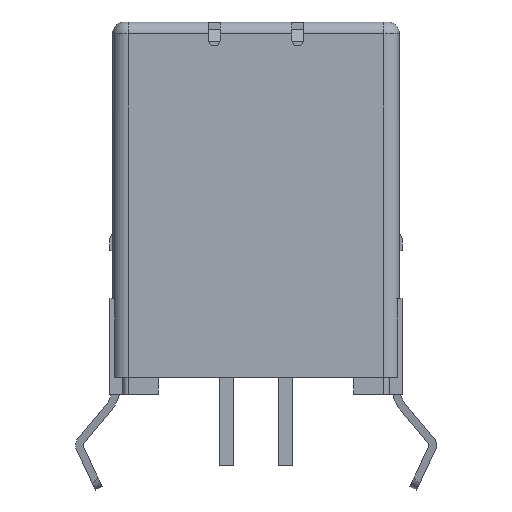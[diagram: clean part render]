
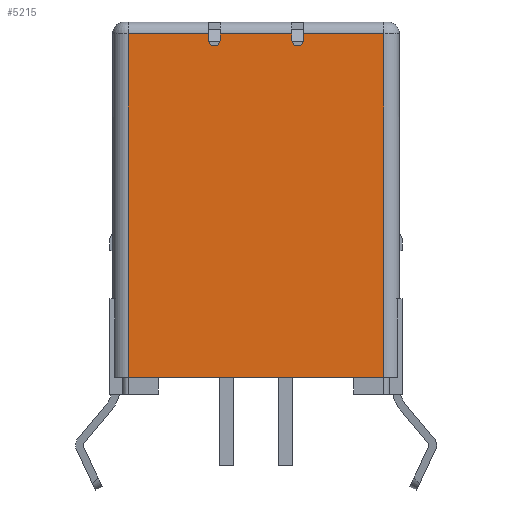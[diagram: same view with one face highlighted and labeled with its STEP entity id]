
A CAD part, front view. The second image highlights one B-rep face of the part: STEP entity #5215.
In plain terms, the highlighted planar face has unit normal (0, -1, 0).
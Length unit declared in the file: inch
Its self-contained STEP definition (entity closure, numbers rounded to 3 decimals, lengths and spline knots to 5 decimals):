
#84 = CARTESIAN_POINT ( 'NONE',  ( -0.05906, -0.22551, 0. ) ) ;
#172 = CIRCLE ( 'NONE', #2629, 0.00984 ) ;
#232 = VERTEX_POINT ( 'NONE', #12871 ) ;
#372 = LINE ( 'NONE', #9792, #13871 ) ;
#434 = CARTESIAN_POINT ( 'NONE',  ( 0.21122, -0.22551, -0.00717 ) ) ;
#491 = CIRCLE ( 'NONE', #2122, 0.00984 ) ;
#670 = VERTEX_POINT ( 'NONE', #6205 ) ;
#738 = DIRECTION ( 'NONE',  ( 0., -1., 0. ) ) ;
#1141 = CARTESIAN_POINT ( 'NONE',  ( -0.21122, -0.22551, -0.57441 ) ) ;
#1189 = DIRECTION ( 'NONE',  ( 0., 1., 0. ) ) ;
#1243 = ORIENTED_EDGE ( 'NONE', *, *, #7273, .T. ) ;
#1294 = DIRECTION ( 'NONE',  ( 0., 0., -1. ) ) ;
#1401 = EDGE_CURVE ( 'NONE', #6590, #11261, #2407, .T. ) ;
#1826 = DIRECTION ( 'NONE',  ( 0., 0., 1. ) ) ;
#1958 = DIRECTION ( 'NONE',  ( 0., 0., -1. ) ) ;
#1973 = DIRECTION ( 'NONE',  ( 0., 0., 1. ) ) ;
#2011 = EDGE_CURVE ( 'NONE', #7350, #232, #372, .T. ) ;
#2122 = AXIS2_PLACEMENT_3D ( 'NONE', #2486, #1189, #10368 ) ;
#2236 = ORIENTED_EDGE ( 'NONE', *, *, #14854, .T. ) ;
#2292 = VECTOR ( 'NONE', #9996, 39.37008 ) ;
#2325 = CARTESIAN_POINT ( 'NONE',  ( 0.07874, -0.22551, -0.00717 ) ) ;
#2407 = LINE ( 'NONE', #6511, #10097 ) ;
#2428 = DIRECTION ( 'NONE',  ( 0., 0., -1. ) ) ;
#2486 = CARTESIAN_POINT ( 'NONE',  ( -0.0689, -0.22551, -0.01701 ) ) ;
#2629 = AXIS2_PLACEMENT_3D ( 'NONE', #14283, #14547, #16838 ) ;
#2780 = LINE ( 'NONE', #15919, #14992 ) ;
#2931 = ORIENTED_EDGE ( 'NONE', *, *, #11042, .F. ) ;
#3170 = CARTESIAN_POINT ( 'NONE',  ( -0.0689, -0.22551, -0.01701 ) ) ;
#3248 = LINE ( 'NONE', #6139, #7482 ) ;
#4330 = VERTEX_POINT ( 'NONE', #6119 ) ;
#4415 = DIRECTION ( 'NONE',  ( 0., 1., 0. ) ) ;
#4565 = ORIENTED_EDGE ( 'NONE', *, *, #15345, .T. ) ;
#4936 = VERTEX_POINT ( 'NONE', #4952 ) ;
#4952 = CARTESIAN_POINT ( 'NONE',  ( 0.07874, -0.22551, -0.01701 ) ) ;
#5215 = ADVANCED_FACE ( 'NONE', ( #14926 ), #11120, .T. ) ;
#5217 = VERTEX_POINT ( 'NONE', #13808 ) ;
#5225 = VERTEX_POINT ( 'NONE', #14235 ) ;
#5297 = DIRECTION ( 'NONE',  ( -1., 0., 0. ) ) ;
#5705 = ORIENTED_EDGE ( 'NONE', *, *, #11396, .T. ) ;
#5773 = LINE ( 'NONE', #8432, #13032 ) ;
#6119 = CARTESIAN_POINT ( 'NONE',  ( -0.0689, -0.22551, -0.02685 ) ) ;
#6139 = CARTESIAN_POINT ( 'NONE',  ( -0.07874, -0.22551, 0. ) ) ;
#6205 = CARTESIAN_POINT ( 'NONE',  ( -0.07874, -0.22551, -0.00717 ) ) ;
#6235 = ORIENTED_EDGE ( 'NONE', *, *, #10363, .F. ) ;
#6239 = CARTESIAN_POINT ( 'NONE',  ( -0.05906, -0.22551, -0.00717 ) ) ;
#6279 = CIRCLE ( 'NONE', #11482, 0.00984 ) ;
#6511 = CARTESIAN_POINT ( 'NONE',  ( -0.23673, -0.22551, -0.00717 ) ) ;
#6590 = VERTEX_POINT ( 'NONE', #434 ) ;
#6682 = VERTEX_POINT ( 'NONE', #12568 ) ;
#6782 = ORIENTED_EDGE ( 'NONE', *, *, #16090, .T. ) ;
#6814 = VERTEX_POINT ( 'NONE', #15358 ) ;
#6970 = DIRECTION ( 'NONE',  ( 1., 0., 0. ) ) ;
#7273 = EDGE_CURVE ( 'NONE', #4936, #11782, #6279, .T. ) ;
#7350 = VERTEX_POINT ( 'NONE', #1141 ) ;
#7369 = ORIENTED_EDGE ( 'NONE', *, *, #11388, .T. ) ;
#7438 = EDGE_CURVE ( 'NONE', #670, #6682, #2780, .T. ) ;
#7482 = VECTOR ( 'NONE', #1973, 39.37008 ) ;
#7661 = CARTESIAN_POINT ( 'NONE',  ( 0.21122, -0.22551, 0.0142 ) ) ;
#7951 = CARTESIAN_POINT ( 'NONE',  ( 0.0689, -0.22551, -0.02685 ) ) ;
#8417 = DIRECTION ( 'NONE',  ( 0., 1., 0. ) ) ;
#8432 = CARTESIAN_POINT ( 'NONE',  ( 0.07874, -0.22551, 0. ) ) ;
#8682 = VECTOR ( 'NONE', #14506, 39.37008 ) ;
#8997 = ORIENTED_EDGE ( 'NONE', *, *, #9276, .T. ) ;
#9276 = EDGE_CURVE ( 'NONE', #14907, #670, #3248, .T. ) ;
#9336 = CARTESIAN_POINT ( 'NONE',  ( 0.05906, -0.22551, 0. ) ) ;
#9792 = CARTESIAN_POINT ( 'NONE',  ( 0.23673, -0.22551, -0.57441 ) ) ;
#9996 = DIRECTION ( 'NONE',  ( 0., 0., 1. ) ) ;
#10013 = AXIS2_PLACEMENT_3D ( 'NONE', #16449, #738, #1958 ) ;
#10097 = VECTOR ( 'NONE', #5297, 39.37008 ) ;
#10112 = VERTEX_POINT ( 'NONE', #6239 ) ;
#10162 = CARTESIAN_POINT ( 'NONE',  ( -0.07874, -0.22551, -0.01701 ) ) ;
#10363 = EDGE_CURVE ( 'NONE', #7350, #6682, #12379, .T. ) ;
#10368 = DIRECTION ( 'NONE',  ( 0., 0., -1. ) ) ;
#10485 = DIRECTION ( 'NONE',  ( -1., 0., 0. ) ) ;
#10619 = CIRCLE ( 'NONE', #11969, 0.00984 ) ;
#11042 = EDGE_CURVE ( 'NONE', #4936, #11261, #5773, .T. ) ;
#11120 = PLANE ( 'NONE',  #10013 ) ;
#11122 = CARTESIAN_POINT ( 'NONE',  ( -0.21122, -0.22551, -0.57585 ) ) ;
#11261 = VERTEX_POINT ( 'NONE', #2325 ) ;
#11388 = EDGE_CURVE ( 'NONE', #5217, #10112, #14611, .T. ) ;
#11396 = EDGE_CURVE ( 'NONE', #10112, #5225, #15984, .T. ) ;
#11482 = AXIS2_PLACEMENT_3D ( 'NONE', #16111, #4415, #14827 ) ;
#11782 = VERTEX_POINT ( 'NONE', #7951 ) ;
#11935 = LINE ( 'NONE', #9336, #8682 ) ;
#11969 = AXIS2_PLACEMENT_3D ( 'NONE', #3170, #8417, #13610 ) ;
#12379 = LINE ( 'NONE', #11122, #2292 ) ;
#12568 = CARTESIAN_POINT ( 'NONE',  ( -0.21122, -0.22551, -0.00717 ) ) ;
#12871 = CARTESIAN_POINT ( 'NONE',  ( 0.21122, -0.22551, -0.57441 ) ) ;
#13032 = VECTOR ( 'NONE', #1826, 39.37008 ) ;
#13052 = VECTOR ( 'NONE', #2428, 39.37008 ) ;
#13100 = DIRECTION ( 'NONE',  ( -1., 0., 0. ) ) ;
#13307 = ORIENTED_EDGE ( 'NONE', *, *, #15179, .F. ) ;
#13321 = VECTOR ( 'NONE', #13100, 39.37008 ) ;
#13610 = DIRECTION ( 'NONE',  ( 0., 0., -1. ) ) ;
#13808 = CARTESIAN_POINT ( 'NONE',  ( 0.05906, -0.22551, -0.00717 ) ) ;
#13871 = VECTOR ( 'NONE', #6970, 39.37008 ) ;
#14212 = EDGE_CURVE ( 'NONE', #5217, #6814, #11935, .T. ) ;
#14235 = CARTESIAN_POINT ( 'NONE',  ( -0.05906, -0.22551, -0.01701 ) ) ;
#14283 = CARTESIAN_POINT ( 'NONE',  ( 0.0689, -0.22551, -0.01701 ) ) ;
#14460 = CARTESIAN_POINT ( 'NONE',  ( -0.23673, -0.22551, -0.00717 ) ) ;
#14506 = DIRECTION ( 'NONE',  ( 0., 0., -1. ) ) ;
#14547 = DIRECTION ( 'NONE',  ( 0., 1., 0. ) ) ;
#14591 = EDGE_LOOP ( 'NONE', ( #5705, #2236, #4565, #8997, #16676, #6235, #16433, #13307, #14610, #2931, #1243, #6782, #16070, #7369 ) ) ;
#14610 = ORIENTED_EDGE ( 'NONE', *, *, #1401, .T. ) ;
#14611 = LINE ( 'NONE', #14460, #13321 ) ;
#14827 = DIRECTION ( 'NONE',  ( 0., 0., -1. ) ) ;
#14854 = EDGE_CURVE ( 'NONE', #5225, #4330, #491, .T. ) ;
#14907 = VERTEX_POINT ( 'NONE', #10162 ) ;
#14926 = FACE_OUTER_BOUND ( 'NONE', #14591, .T. ) ;
#14992 = VECTOR ( 'NONE', #10485, 39.37008 ) ;
#15179 = EDGE_CURVE ( 'NONE', #6590, #232, #16836, .T. ) ;
#15345 = EDGE_CURVE ( 'NONE', #4330, #14907, #10619, .T. ) ;
#15358 = CARTESIAN_POINT ( 'NONE',  ( 0.05906, -0.22551, -0.01701 ) ) ;
#15481 = VECTOR ( 'NONE', #1294, 39.37008 ) ;
#15919 = CARTESIAN_POINT ( 'NONE',  ( -0.23673, -0.22551, -0.00717 ) ) ;
#15984 = LINE ( 'NONE', #84, #15481 ) ;
#16070 = ORIENTED_EDGE ( 'NONE', *, *, #14212, .F. ) ;
#16090 = EDGE_CURVE ( 'NONE', #11782, #6814, #172, .T. ) ;
#16111 = CARTESIAN_POINT ( 'NONE',  ( 0.0689, -0.22551, -0.01701 ) ) ;
#16433 = ORIENTED_EDGE ( 'NONE', *, *, #2011, .T. ) ;
#16449 = CARTESIAN_POINT ( 'NONE',  ( -0.23673, -0.22551, 0. ) ) ;
#16676 = ORIENTED_EDGE ( 'NONE', *, *, #7438, .T. ) ;
#16836 = LINE ( 'NONE', #7661, #13052 ) ;
#16838 = DIRECTION ( 'NONE',  ( 0., 0., -1. ) ) ;
